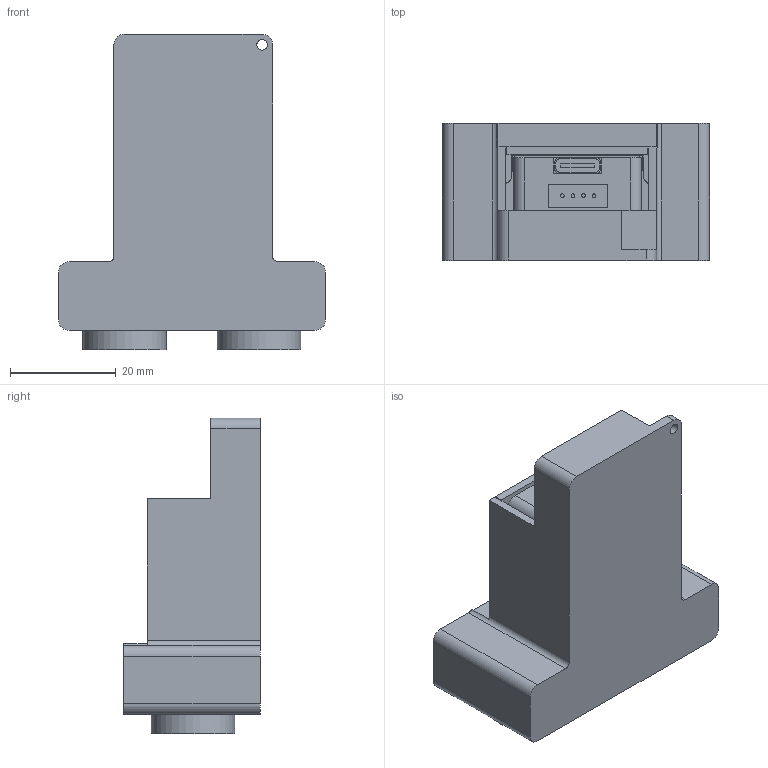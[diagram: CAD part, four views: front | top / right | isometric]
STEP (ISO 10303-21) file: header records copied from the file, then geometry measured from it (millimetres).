
FILE_DESCRIPTION(/* description */ (''),/* implementation_level */ '2;1');
FILE_NAME(/* name */ 'CASE_ATOM_v01.step',/* time_stamp */ '2024-01-11T07:54:25+09:00',/* author */ (''),/* organization */ (''),/* preprocessor_version */ 'ST-DEVELOPER v20',/* originating_system */ 'Autodesk Translation Framework v12.14.0.127',/* authorisation */ '');
FILE_SCHEMA (('AUTOMOTIVE_DESIGN { 1 0 10303 214 3 1 1 }'));
Length unit declared in the file: millimetre
Products named in the file (15): CASE_ATOM_2; PCB_ATOM; Misawa_DistanceSensor PCB; Vib_Motor; HC-SR04; Crystal; sp; PCB; socket1x4L; con1x4; con1x5; ATOMS3; body; Body_1; Type-C
Assembly tree (16 placements, depth 5):
  CASE_ATOM_2
    PCB_ATOM
      Misawa_DistanceSensor PCB
      Vib_Motor
      HC-SR04
        Crystal
        sp  x2
        PCB
        con1x4
      socket1x4L
      con1x4
      con1x5
      ATOMS3
        body
          Body_1
          Type-C
Bounding box: 50.5 x 25.9 x 59.65 mm (x, y, z)
Volume: 24661 mm3; surface area: 26087.1 mm2
Topology: 16 solids, 16 shells, 655 faces, 1595 edges, 1062 vertices
Faces by surface type: plane 506, cylinder 147, torus 2
Full cylindrical faces by diameter (mm): 0.7 x42, 1 x24, 1.27 x9, 1.4 x4, 2 x1, 2.2 x4, 5 x6, 11.4 x2, 15.8 x2
Entity records: 19364 total; most frequent: CARTESIAN_POINT 3613, DIRECTION 3106, ORIENTED_EDGE 3082, EDGE_CURVE 1541, LINE 1232, VECTOR 1232, VERTEX_POINT 1026, AXIS2_PLACEMENT_3D 937
